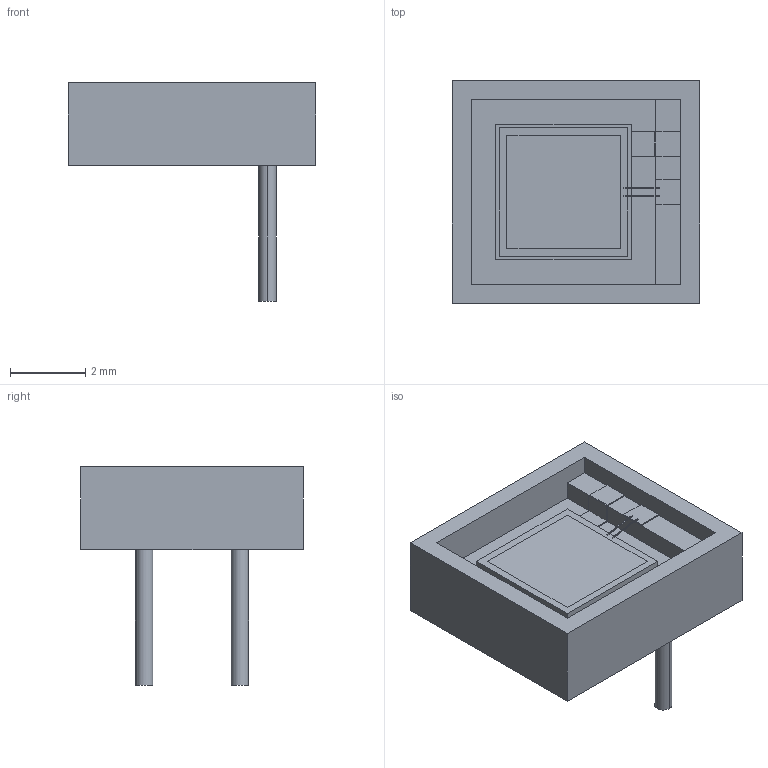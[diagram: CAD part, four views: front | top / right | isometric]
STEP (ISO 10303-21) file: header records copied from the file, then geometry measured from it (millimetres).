
FILE_DESCRIPTION((''),'2;1');
FILE_NAME('HAMAMATSU_S12572-010C.stp','2014-01-28T16:43:23',(''),(''),'Mechanical Desktop 2011','Mechanical Desktop 2011',', , ');
FILE_SCHEMA(('AUTOMOTIVE_DESIGN { 1 2 10303 214 1 1 1 1 }'));
Length unit declared in the file: millimetre
Products named in the file (1): Product
Bounding box: 6.55 x 5.9 x 5.8 mm (x, y, z)
Volume: 65.7 mm3; surface area: 244.4 mm2
Topology: 13 solids, 13 shells, 99 faces, 216 edges, 144 vertices
Faces by surface type: plane 81, cylinder 12, bspline 6
Entity records: 2739 total; most frequent: CARTESIAN_POINT 478, ORIENTED_EDGE 432, DIRECTION 428, EDGE_CURVE 216, VECTOR 192, LINE 192, VERTEX_POINT 144, AXIS2_PLACEMENT_3D 118
